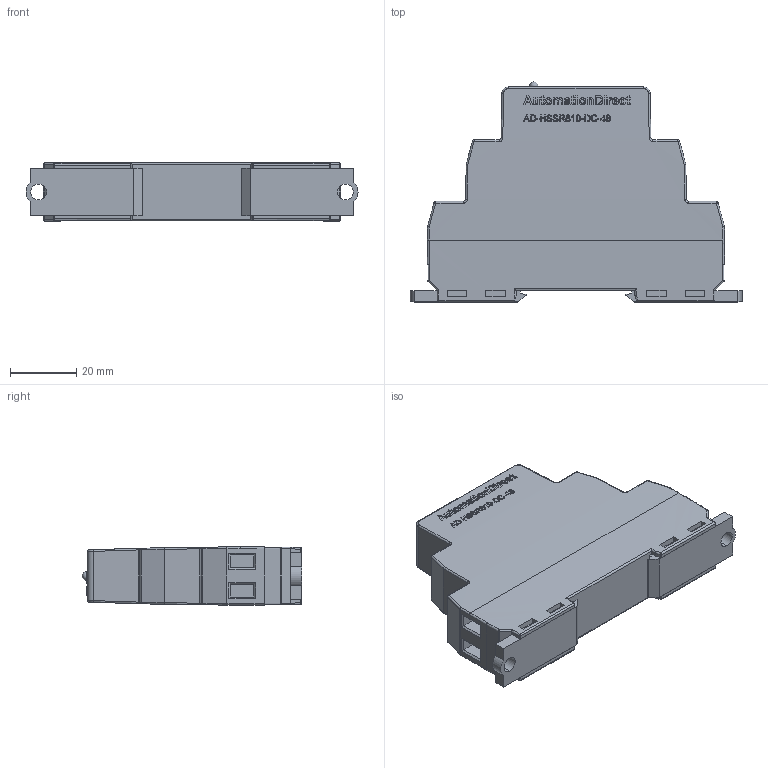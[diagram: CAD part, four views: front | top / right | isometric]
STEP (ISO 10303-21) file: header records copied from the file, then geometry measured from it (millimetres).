
FILE_DESCRIPTION (( 'STEP AP214' ), '1' );
FILE_NAME ('AD-HSSR810-DC-48.STEP', '2013-11-26T20:39:09', ( '' ), ( '' ), 'SwSTEP 2.0', 'SolidWorks 2013', '' );
FILE_SCHEMA (( 'AUTOMOTIVE_DESIGN' ));
Length unit declared in the file: inch
Products named in the file (1): AD-HSSR810-DC-48
Bounding box: 100.38 x 66.51 x 17.59 mm (x, y, z)
Volume: 77421.9 mm3; surface area: 16487.5 mm2
Topology: 35 solids, 35 shells, 1273 faces, 3327 edges, 2174 vertices
Faces by surface type: plane 700, bspline 486, cylinder 65, torus 21, sphere 1
Entity records: 77658 total; most frequent: CARTESIAN_POINT 33416, ORIENTED_EDGE 6626, DIRECTION 4041, EDGE_CURVE 3313, VERTEX_POINT 2173, VECTOR 2065, LINE 2065, EDGE_LOOP 1380
